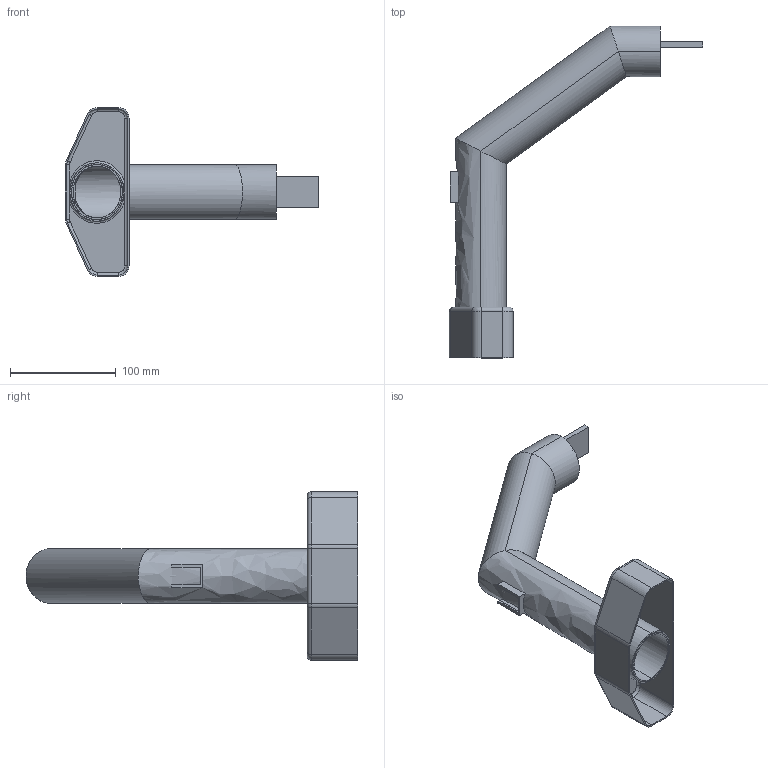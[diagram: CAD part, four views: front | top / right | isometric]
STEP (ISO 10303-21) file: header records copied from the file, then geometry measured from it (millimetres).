
FILE_DESCRIPTION (( 'STEP AP214' ), '1' );
FILE_NAME ('Uncut.STEP', '2025-10-07T05:37:23', ( '' ), ( '' ), '' );
FILE_SCHEMA (( 'Electronic_design' ));
Length unit declared in the file: millimetre
Products named in the file (3): Uncut; Base; BracUncut
Assembly tree (2 placements, depth 2):
  Uncut
    Base
    BracUncut
Bounding box: 239.98 x 314.19 x 160 mm (x, y, z)
Volume: 135274 mm3; surface area: 194290.8 mm2
Topology: 2 solids, 2 shells, 109 faces, 262 edges, 162 vertices
Faces by surface type: plane 51, cylinder 24, bspline 22, torus 12
Entity records: 5760 total; most frequent: CARTESIAN_POINT 3302, ORIENTED_EDGE 524, DIRECTION 444, EDGE_CURVE 262, VERTEX_POINT 162, AXIS2_PLACEMENT_3D 156, VECTOR 132, LINE 132
